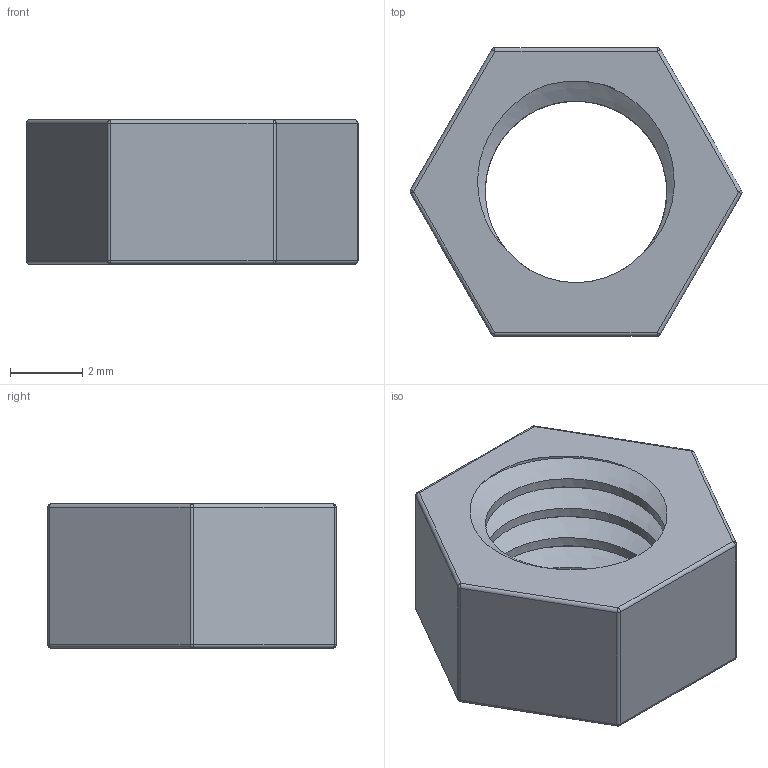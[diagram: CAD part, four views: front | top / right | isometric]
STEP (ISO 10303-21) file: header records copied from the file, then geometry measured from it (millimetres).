
FILE_DESCRIPTION(/* description */ (''),/* implementation_level */ '2;1');
FILE_NAME(/* name */ 'Nut M5.step',/* time_stamp */ '2024-09-20T11:28:05+02:00',/* author */ (''),/* organization */ (''),/* preprocessor_version */ 'ST-DEVELOPER v20',/* originating_system */ 'Autodesk Translation Framework v13.14.0.145',/* authorisation */ '');
FILE_SCHEMA (('AUTOMOTIVE_DESIGN { 1 0 10303 214 3 1 1 }'));
Length unit declared in the file: millimetre
Products named in the file (1): Nut M5
Bounding box: 9.21 x 8 x 4 mm (x, y, z)
Volume: 126.6 mm3; surface area: 285.7 mm2
Topology: 1 solids, 1 shells, 50 faces, 108 edges, 60 vertices
Faces by surface type: cylinder 28, sphere 12, plane 8, bspline 2
Full cylindrical faces by diameter (mm): 5.035 x2, 6.147 x1
Entity records: 2174 total; most frequent: CARTESIAN_POINT 1079, DIRECTION 222, ORIENTED_EDGE 216, EDGE_CURVE 108, AXIS2_PLACEMENT_3D 89, VERTEX_POINT 60, EDGE_LOOP 52, FACE_OUTER_BOUND 50
